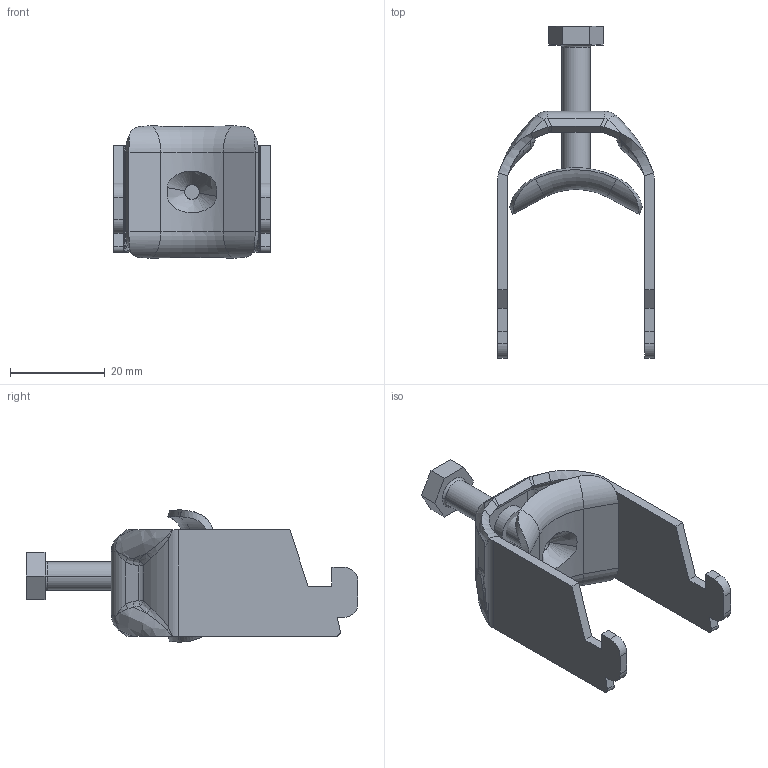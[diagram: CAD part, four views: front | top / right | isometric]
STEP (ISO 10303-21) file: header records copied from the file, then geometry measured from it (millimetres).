
FILE_DESCRIPTION (( 'STEP AP214' ), '1' );
FILE_NAME ('1187020.STEP', '2025-02-10T09:01:32', ( '' ), ( '' ), 'SwSTEP 2.0', 'SolidWorks 2024', '' );
FILE_SCHEMA (( 'AUTOMOTIVE_DESIGN' ));
Length unit declared in the file: millimetre
Products named in the file (4): 142951_M6 x 26; 157124_1Fach; 203432_Standard; 1187020
Assembly tree (3 placements, depth 2):
  1187020
    157124_1Fach
    142951_M6 x 26
    203432_Standard
Bounding box: 33 x 70 x 27.86 mm (x, y, z)
Volume: 7288.5 mm3; surface area: 8388.6 mm2
Topology: 3 solids, 3 shells, 245 faces, 574 edges, 316 vertices
Faces by surface type: bspline 112, plane 65, cylinder 46, sphere 16, torus 6
Entity records: 13852 total; most frequent: CARTESIAN_POINT 9162, ORIENTED_EDGE 1100, DIRECTION 692, EDGE_CURVE 550, VERTEX_POINT 316, AXIS2_PLACEMENT_3D 259, B_SPLINE_CURVE_WITH_KNOTS 256, EDGE_LOOP 254
